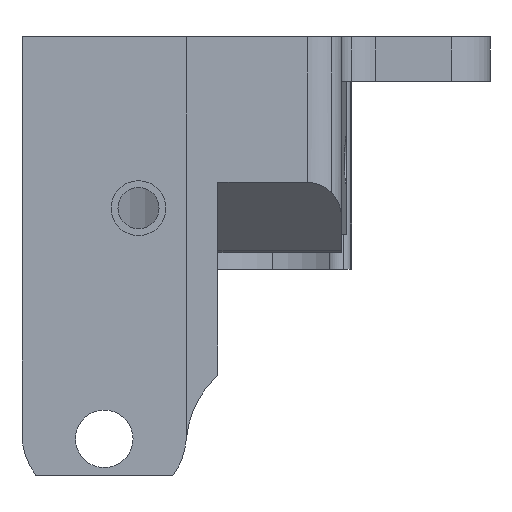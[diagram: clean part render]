
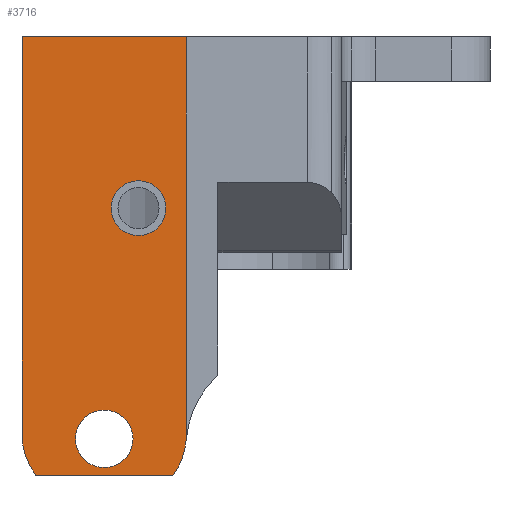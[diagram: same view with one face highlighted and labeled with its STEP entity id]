
A CAD part, left-side view. The second image highlights one B-rep face of the part: STEP entity #3716.
In plain terms, the highlighted planar face has unit normal (-1, 0, 0).
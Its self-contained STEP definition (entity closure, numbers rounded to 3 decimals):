
#912=CARTESIAN_POINT('',(533.971,269.945,62.9));
#913=VERTEX_POINT('',#912);
#937=CARTESIAN_POINT('',(533.971,265.945,62.9));
#938=VERTEX_POINT('',#937);
#939=CARTESIAN_POINT('',(533.971,267.945,62.9));
#940=DIRECTION('',(-1.,-0.,0.));
#941=DIRECTION('',(0.,-1.,0.));
#942=AXIS2_PLACEMENT_3D('',#939,#940,#941);
#943=CIRCLE('',#942,2.);
#944=EDGE_CURVE('',#913,#938,#943,.T.);
#946=CARTESIAN_POINT('',(533.971,267.945,62.9));
#947=DIRECTION('',(-1.,-0.,0.));
#948=DIRECTION('',(0.,-1.,0.));
#949=AXIS2_PLACEMENT_3D('',#946,#947,#948);
#950=CIRCLE('',#949,2.);
#951=EDGE_CURVE('',#938,#913,#950,.T.);
#3251=CARTESIAN_POINT('',(533.971,276.445,75.4));
#3252=VERTEX_POINT('',#3251);
#3259=CARTESIAN_POINT('',(533.971,268.353,75.4));
#3260=VERTEX_POINT('',#3259);
#3261=CARTESIAN_POINT('',(533.971,276.445,75.4));
#3262=DIRECTION('',(0.,-1.,0.));
#3263=VECTOR('',#3262,8.091);
#3264=LINE('',#3261,#3263);
#3265=EDGE_CURVE('',#3252,#3260,#3264,.T.);
#3267=CARTESIAN_POINT('',(533.971,264.462,75.4));
#3268=VERTEX_POINT('',#3267);
#3269=CARTESIAN_POINT('',(533.971,268.353,75.4));
#3270=DIRECTION('',(0.,-1.,0.));
#3271=VECTOR('',#3270,3.891);
#3272=LINE('',#3269,#3271);
#3273=EDGE_CURVE('',#3260,#3268,#3272,.T.);
#3498=CARTESIAN_POINT('',(533.971,276.445,46.425));
#3499=VERTEX_POINT('',#3498);
#3500=CARTESIAN_POINT('',(533.971,276.445,46.425));
#3501=DIRECTION('',(0.,0.,1.));
#3502=VECTOR('',#3501,28.975);
#3503=LINE('',#3500,#3502);
#3504=EDGE_CURVE('',#3499,#3252,#3503,.T.);
#3629=CARTESIAN_POINT('',(533.971,264.462,46.013));
#3630=VERTEX_POINT('',#3629);
#3639=CARTESIAN_POINT('',(533.971,264.462,46.013));
#3640=DIRECTION('',(0.,0.,1.));
#3641=VECTOR('',#3640,29.387);
#3642=LINE('',#3639,#3641);
#3643=EDGE_CURVE('',#3630,#3268,#3642,.T.);
#3648=CARTESIAN_POINT('',(533.971,264.445,75.175));
#3649=DIRECTION('',(1.,0.,-0.));
#3650=DIRECTION('',(0.,-1.,0.));
#3651=AXIS2_PLACEMENT_3D('',#3648,#3649,#3650);
#3652=PLANE('',#3651);
#3653=CARTESIAN_POINT('',(533.971,272.553,75.399));
#3654=VERTEX_POINT('',#3653);
#3655=CARTESIAN_POINT('',(533.971,272.553,75.399));
#3656=DIRECTION('',(0.,-1.,0.));
#3657=VECTOR('',#3656,4.2);
#3658=LINE('',#3655,#3657);
#3659=EDGE_CURVE('',#3654,#3260,#3658,.T.);
#3660=ORIENTED_EDGE('',*,*,#3659,.F.);
#3661=ORIENTED_EDGE('',*,*,#3659,.T.);
#3662=ORIENTED_EDGE('',*,*,#3265,.F.);
#3663=ORIENTED_EDGE('',*,*,#3504,.F.);
#3664=CARTESIAN_POINT('',(533.971,275.445,43.425));
#3665=VERTEX_POINT('',#3664);
#3666=CARTESIAN_POINT('',(533.971,271.445,46.425));
#3667=DIRECTION('',(1.,-0.,-0.));
#3668=DIRECTION('',(-0.,-1.,0.));
#3669=AXIS2_PLACEMENT_3D('',#3666,#3667,#3668);
#3670=CIRCLE('',#3669,5.);
#3671=EDGE_CURVE('',#3665,#3499,#3670,.T.);
#3672=ORIENTED_EDGE('',*,*,#3671,.F.);
#3673=CARTESIAN_POINT('',(533.971,265.445,43.425));
#3674=VERTEX_POINT('',#3673);
#3675=CARTESIAN_POINT('',(533.971,275.445,43.425));
#3676=DIRECTION('',(0.,-1.,0.));
#3677=VECTOR('',#3676,10.);
#3678=LINE('',#3675,#3677);
#3679=EDGE_CURVE('',#3665,#3674,#3678,.T.);
#3680=ORIENTED_EDGE('',*,*,#3679,.T.);
#3681=CARTESIAN_POINT('',(533.971,269.445,46.425));
#3682=DIRECTION('',(1.,0.,-0.));
#3683=DIRECTION('',(0.,0.,1.));
#3684=AXIS2_PLACEMENT_3D('',#3681,#3682,#3683);
#3685=CIRCLE('',#3684,5.);
#3686=EDGE_CURVE('',#3630,#3674,#3685,.T.);
#3687=ORIENTED_EDGE('',*,*,#3686,.F.);
#3688=ORIENTED_EDGE('',*,*,#3643,.T.);
#3689=ORIENTED_EDGE('',*,*,#3273,.F.);
#3690=EDGE_LOOP('',(#3660,#3661,#3662,#3663,#3672,#3680,#3687,#3688,#3689));
#3691=FACE_BOUND('',#3690,.T.);
#3692=CARTESIAN_POINT('',(533.971,268.345,46.075));
#3693=VERTEX_POINT('',#3692);
#3694=CARTESIAN_POINT('',(533.971,270.445,48.175));
#3695=VERTEX_POINT('',#3694);
#3696=CARTESIAN_POINT('',(533.971,270.445,46.075));
#3697=DIRECTION('',(-1.,-0.,0.));
#3698=DIRECTION('',(0.,0.,1.));
#3699=AXIS2_PLACEMENT_3D('',#3696,#3697,#3698);
#3700=CIRCLE('',#3699,2.1);
#3701=EDGE_CURVE('',#3693,#3695,#3700,.T.);
#3702=ORIENTED_EDGE('',*,*,#3701,.F.);
#3703=CARTESIAN_POINT('',(533.971,270.445,46.075));
#3704=DIRECTION('',(-1.,-0.,0.));
#3705=DIRECTION('',(0.,0.,1.));
#3706=AXIS2_PLACEMENT_3D('',#3703,#3704,#3705);
#3707=CIRCLE('',#3706,2.1);
#3708=EDGE_CURVE('',#3695,#3693,#3707,.T.);
#3709=ORIENTED_EDGE('',*,*,#3708,.F.);
#3710=EDGE_LOOP('',(#3702,#3709));
#3711=FACE_BOUND('',#3710,.T.);
#3712=ORIENTED_EDGE('',*,*,#944,.F.);
#3713=ORIENTED_EDGE('',*,*,#951,.F.);
#3714=EDGE_LOOP('',(#3712,#3713));
#3715=FACE_BOUND('',#3714,.T.);
#3716=ADVANCED_FACE('',(#3691,#3711,#3715),#3652,.F.);
